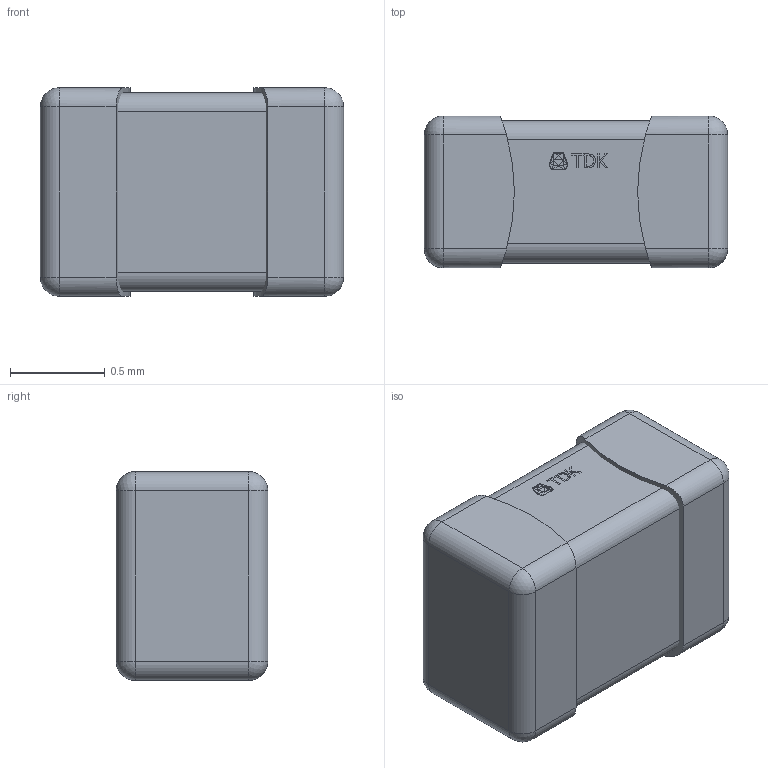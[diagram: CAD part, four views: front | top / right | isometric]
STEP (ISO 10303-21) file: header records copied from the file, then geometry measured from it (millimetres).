
FILE_DESCRIPTION(/* description */ (''),/* implementation_level */ '2;1');
FILE_NAME(/* name */ '1.stp',/* time_stamp */ '2020-05-27T23:23:34+02:00',/* author */ ('k'),/* organization */ (''),/* preprocessor_version */ 'ST-DEVELOPER v15.6',/* originating_system */ 'Autodesk Inventor 2015',/* authorisation */ '');
FILE_SCHEMA (('AUTOMOTIVE_DESIGN { 1 0 10303 214 3 1 1 }'));
Length unit declared in the file: millimetre
Products named in the file (4): 1; 2; TDK Logo
Bounding box: 1.6 x 0.8 x 1.1 mm (x, y, z)
Surface area: 13.1 mm2
Topology: 14 solids, 14 shells, 178 faces, 402 edges, 252 vertices
Faces by surface type: plane 97, cylinder 57, sphere 16, bspline 8
Entity records: 5109 total; most frequent: CARTESIAN_POINT 1015, DIRECTION 838, ORIENTED_EDGE 804, EDGE_CURVE 402, AXIS2_PLACEMENT_3D 283, LINE 272, VECTOR 272, VERTEX_POINT 252
